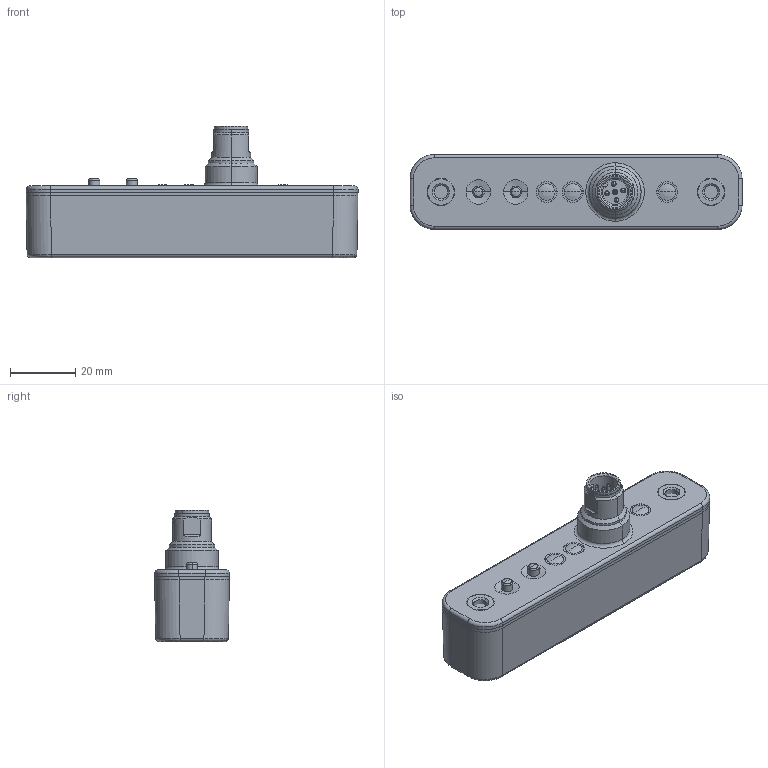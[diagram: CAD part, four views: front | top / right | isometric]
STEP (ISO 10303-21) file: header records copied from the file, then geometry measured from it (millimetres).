
FILE_DESCRIPTION((''),'2;1');
FILE_NAME('BAUGRUPPE_PMI80_TASTER_ASM_ASM','2008-01-11T',('IndustrieHansa'),('Pepperl+Fuchs'),'PRO/ENGINEER BY PARAMETRIC TECHNOLOGY CORPORATION, 2006420','PRO/ENGINEER BY PARAMETRIC TECHNOLOGY CORPORATION, 2006420','');
FILE_SCHEMA(('AUTOMOTIVE_DESIGN_CC2 { 1 2 10303 214 -1 1 5 2 }'));
Length unit declared in the file: millimetre
Products named in the file (16): PRT0013_AF0; PRT0014; PRT0015; ASM0006_AF0_ASM; PRT0016_AF0; PRT0016_AF1; PRT0017_AF0; PRT0017_AF1; PRT0017_AF2; PRT0018; PRT0019; ASM0007_ASM; PRT0023_AF0; PRT0024_AF0; ASM0005_AF0_ASM; BAUGRUPPE_PMI80_TASTER_ASM_ASM
Assembly tree (19 placements, depth 4):
  BAUGRUPPE_PMI80_TASTER_ASM_ASM
    ASM0005_AF0_ASM
      ASM0006_AF0_ASM
        PRT0013_AF0
        PRT0014
        PRT0015  x2
      PRT0016_AF0
      PRT0016_AF1
      PRT0017_AF0
      PRT0017_AF1
      PRT0017_AF2
      ASM0007_ASM
        PRT0018
        PRT0019  x4
      PRT0023_AF0
      PRT0024_AF0
Bounding box: 102 x 23 x 40.3 mm (x, y, z)
Volume: 36806.8 mm3; surface area: 21496 mm2
Topology: 16 solids, 16 shells, 412 faces, 926 edges, 578 vertices
Faces by surface type: cylinder 155, plane 112, cone 82, torus 29, sphere 16, bspline 14, extrusion 4
Entity records: 13447 total; most frequent: CARTESIAN_POINT 2300, DIRECTION 2030, ORIENTED_EDGE 1558, AXIS2_PLACEMENT_3D 863, PRESENTATION_STYLE_ASSIGNMENT 810, STYLED_ITEM 810, CURVE_STYLE 798, EDGE_CURVE 779
